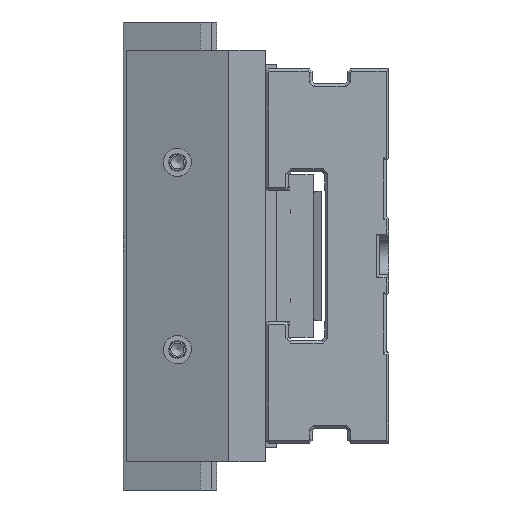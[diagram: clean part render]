
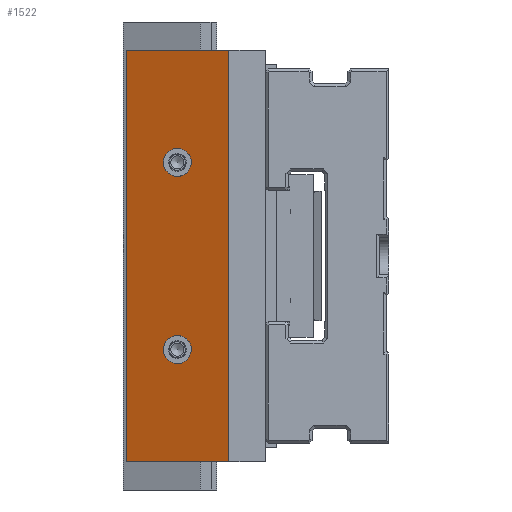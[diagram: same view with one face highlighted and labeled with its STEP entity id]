
A CAD part, left-side view. The second image highlights one B-rep face of the part: STEP entity #1522.
In plain terms, the highlighted planar face has unit normal (-0.924, 0.383, 0).
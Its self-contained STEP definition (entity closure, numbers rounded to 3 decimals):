
#665=FACE_BOUND('',#3229,.T.);
#666=FACE_BOUND('',#3230,.T.);
#667=FACE_BOUND('',#3231,.T.);
#1522=ADVANCED_FACE('',(#665,#666,#667),#2027,.T.);
#2027=PLANE('',#11987);
#3229=EDGE_LOOP('',(#8162));
#3230=EDGE_LOOP('',(#8163));
#3231=EDGE_LOOP('',(#8164,#8165,#8166,#8167));
#4332=LINE('',#18008,#5493);
#4334=LINE('',#18012,#5495);
#4359=LINE('',#18063,#5520);
#4361=LINE('',#18072,#5522);
#5493=VECTOR('',#14544,1.);
#5495=VECTOR('',#14548,1.);
#5520=VECTOR('',#14577,1.);
#5522=VECTOR('',#14587,1.);
#8162=ORIENTED_EDGE('',*,*,#10950,.F.);
#8163=ORIENTED_EDGE('',*,*,#10951,.F.);
#8164=ORIENTED_EDGE('',*,*,#10898,.F.);
#8165=ORIENTED_EDGE('',*,*,#10926,.F.);
#8166=ORIENTED_EDGE('',*,*,#10931,.F.);
#8167=ORIENTED_EDGE('',*,*,#10900,.F.);
#9501=VERTEX_POINT('',#18007);
#9502=VERTEX_POINT('',#18009);
#9503=VERTEX_POINT('',#18013);
#9526=VERTEX_POINT('',#18062);
#9539=VERTEX_POINT('',#18109);
#9540=VERTEX_POINT('',#18111);
#10898=EDGE_CURVE('',#9501,#9502,#4332,.T.);
#10900=EDGE_CURVE('',#9502,#9503,#4334,.T.);
#10926=EDGE_CURVE('',#9526,#9501,#4359,.T.);
#10931=EDGE_CURVE('',#9503,#9526,#4361,.T.);
#10950=EDGE_CURVE('',#9539,#9539,#11225,.T.);
#10951=EDGE_CURVE('',#9540,#9540,#11226,.T.);
#11225=ELLIPSE('',#11985,8.118,7.5);
#11226=ELLIPSE('',#11986,8.118,7.5);
#11985=AXIS2_PLACEMENT_3D('',#18108,#14630,#14631);
#11986=AXIS2_PLACEMENT_3D('',#18110,#14632,#14633);
#11987=AXIS2_PLACEMENT_3D('',#18112,#14634,#14635);
#14544=DIRECTION('',(0.,0.,-1.));
#14548=DIRECTION('',(0.383,0.924,0.));
#14577=DIRECTION('',(-0.383,-0.924,0.));
#14587=DIRECTION('',(0.,0.,1.));
#14630=DIRECTION('',(-0.924,0.383,0.));
#14631=DIRECTION('',(0.383,0.924,0.));
#14632=DIRECTION('',(-0.924,0.383,0.));
#14633=DIRECTION('',(0.383,0.924,0.));
#14634=DIRECTION('',(-0.924,0.383,0.));
#14635=DIRECTION('',(-0.383,-0.924,0.));
#18007=CARTESIAN_POINT('',(0.,85.5,210.));
#18008=CARTESIAN_POINT('',(0.,85.5,100.));
#18009=CARTESIAN_POINT('',(0.,85.5,-10.));
#18012=CARTESIAN_POINT('',(0.476,86.649,-10.));
#18013=CARTESIAN_POINT('',(22.575,140.,-10.));
#18062=CARTESIAN_POINT('',(22.575,140.,210.));
#18063=CARTESIAN_POINT('',(0.476,86.649,210.));
#18072=CARTESIAN_POINT('',(22.575,140.,-10.));
#18108=CARTESIAN_POINT('',(11.391,113.,50.));
#18109=CARTESIAN_POINT('',(14.497,120.5,50.));
#18110=CARTESIAN_POINT('',(11.391,113.,150.));
#18111=CARTESIAN_POINT('',(14.497,120.5,150.));
#18112=CARTESIAN_POINT('',(0.,85.5,-42.5));
